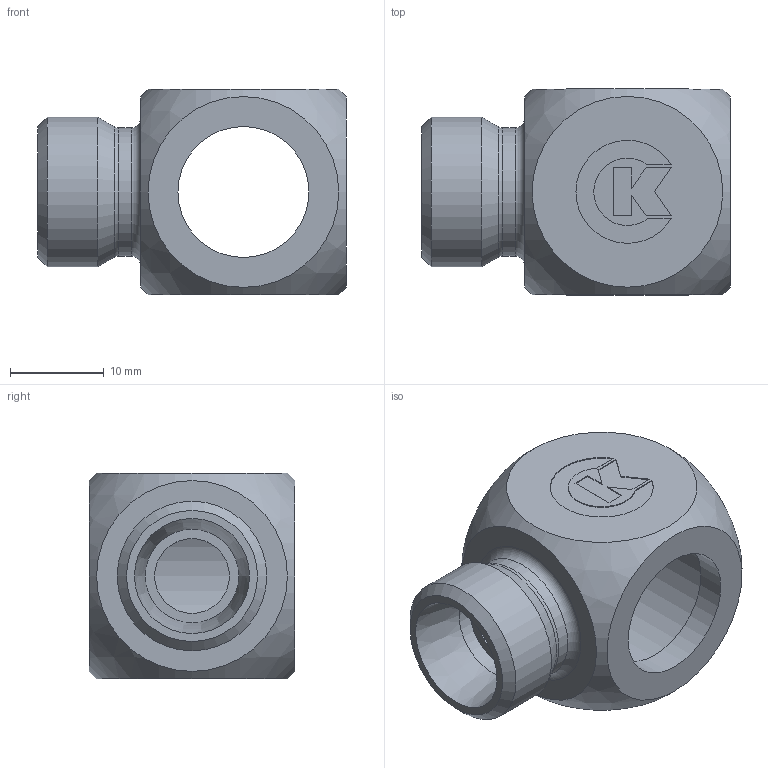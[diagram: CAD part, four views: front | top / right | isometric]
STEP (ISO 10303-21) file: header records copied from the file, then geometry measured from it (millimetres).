
FILE_DESCRIPTION((''),'2;1');
FILE_NAME('74703010.stp','2014-10-24T15:56:53',(''),('KNOMI spol. s r. o.'),'Autodesk Inventor 2012','Autodesk Inventor 2012','');
FILE_SCHEMA(('AUTOMOTIVE_DESIGN { 1 2 10303 214 0 1 1 1 }'));
Length unit declared in the file: millimetre
Products named in the file (1): Oko st.příp.kuž.D14/M16 Tr10
Bounding box: 33 x 22 x 22 mm (x, y, z)
Volume: 6035.1 mm3; surface area: 4421.3 mm2
Topology: 1 solids, 1 shells, 74 faces, 177 edges, 118 vertices
Faces by surface type: plane 55, cylinder 13, cone 3, torus 2, sphere 1
Full cylindrical faces by diameter (mm): 8 x1, 10 x1, 13.7 x1, 14 x2, 16 x1, 18 x1
Entity records: 2095 total; most frequent: CARTESIAN_POINT 381, DIRECTION 343, ORIENTED_EDGE 318, EDGE_CURVE 159, VECTOR 123, LINE 123, VERTEX_POINT 114, AXIS2_PLACEMENT_3D 110
